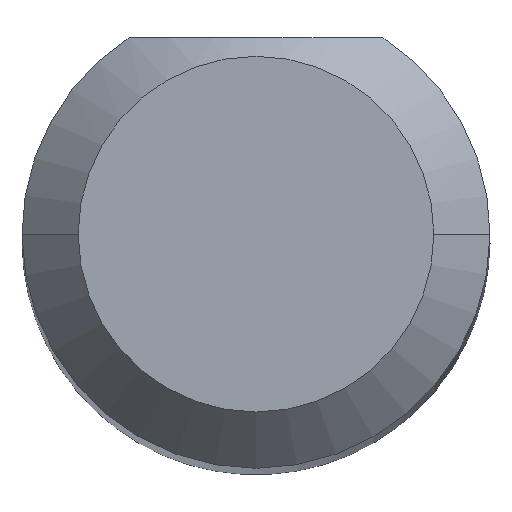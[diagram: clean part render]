
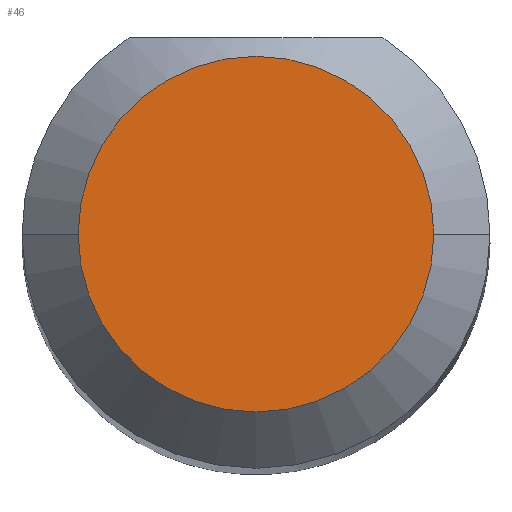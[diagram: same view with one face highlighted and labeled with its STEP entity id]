
A CAD part, top view. The second image highlights one B-rep face of the part: STEP entity #46.
In plain terms, the highlighted planar face has unit normal (0, 0, 1).
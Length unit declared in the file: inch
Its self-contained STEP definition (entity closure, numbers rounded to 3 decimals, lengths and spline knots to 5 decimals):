
#46 = ADVANCED_FACE ( 'NONE', ( #339 ), #258, .T. ) ;
#65 = AXIS2_PLACEMENT_3D ( 'NONE', #295, #104, #532 ) ;
#68 = DIRECTION ( 'NONE',  ( 1., 0., 0. ) ) ;
#98 = CARTESIAN_POINT ( 'NONE',  ( 0.0475, 0., 1.5 ) ) ;
#104 = DIRECTION ( 'NONE',  ( 0., 0., 1. ) ) ;
#138 = CARTESIAN_POINT ( 'NONE',  ( 0., 0., 1.5 ) ) ;
#209 = EDGE_CURVE ( 'NONE', #398, #525, #388, .T. ) ;
#258 = PLANE ( 'NONE',  #471 ) ;
#262 = DIRECTION ( 'NONE',  ( 1., 0., 0. ) ) ;
#267 = DIRECTION ( 'NONE',  ( 0., 0., 1. ) ) ;
#269 = CARTESIAN_POINT ( 'NONE',  ( 0., 0., 1.5 ) ) ;
#295 = CARTESIAN_POINT ( 'NONE',  ( 0., 0., 1.5 ) ) ;
#339 = FACE_OUTER_BOUND ( 'NONE', #392, .T. ) ;
#353 = CIRCLE ( 'NONE', #65, 0.0475 ) ;
#388 = CIRCLE ( 'NONE', #452, 0.0475 ) ;
#392 = EDGE_LOOP ( 'NONE', ( #513, #430 ) ) ;
#398 = VERTEX_POINT ( 'NONE', #98 ) ;
#413 = EDGE_CURVE ( 'NONE', #525, #398, #353, .T. ) ;
#424 = CARTESIAN_POINT ( 'NONE',  ( -0.0475, 0., 1.5 ) ) ;
#428 = DIRECTION ( 'NONE',  ( 0., 0., 1. ) ) ;
#430 = ORIENTED_EDGE ( 'NONE', *, *, #209, .T. ) ;
#452 = AXIS2_PLACEMENT_3D ( 'NONE', #269, #428, #68 ) ;
#471 = AXIS2_PLACEMENT_3D ( 'NONE', #138, #267, #262 ) ;
#513 = ORIENTED_EDGE ( 'NONE', *, *, #413, .T. ) ;
#525 = VERTEX_POINT ( 'NONE', #424 ) ;
#532 = DIRECTION ( 'NONE',  ( 1., 0., 0. ) ) ;
